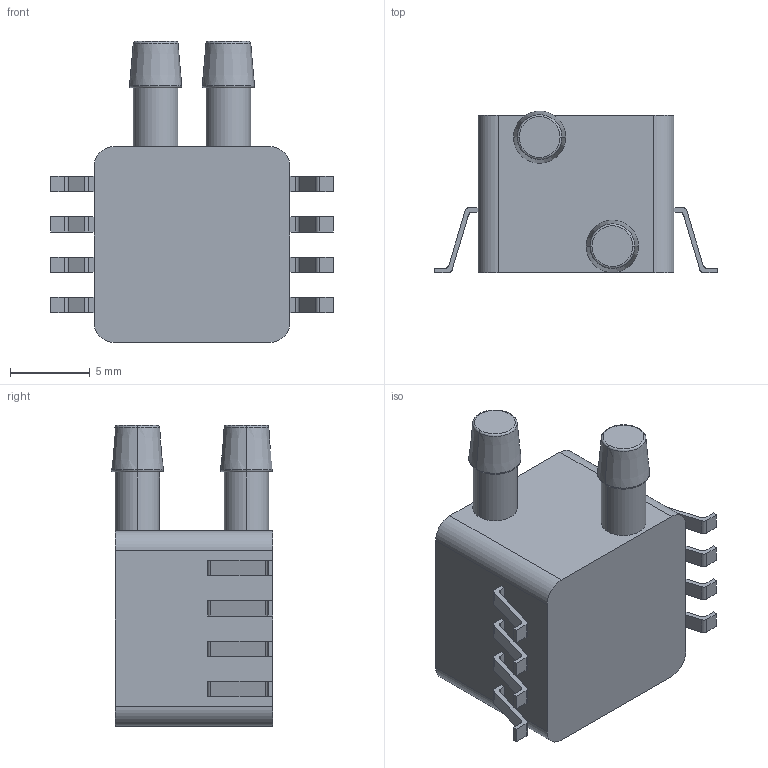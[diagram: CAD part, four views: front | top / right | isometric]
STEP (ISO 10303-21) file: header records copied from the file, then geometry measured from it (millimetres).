
FILE_DESCRIPTION (( 'STEP AP214' ), '1' );
FILE_NAME ('presssense.STEP', '2019-08-20T03:45:03', ( '' ), ( '' ), 'SwSTEP 2.0', 'SolidWorks 2018', '' );
FILE_SCHEMA (( 'AUTOMOTIVE_DESIGN' ));
Length unit declared in the file: inch
Products named in the file (1): presssense
Bounding box: 17.78 x 10.15 x 18.92 mm (x, y, z)
Volume: 1589.4 mm3; surface area: 1000.1 mm2
Topology: 1 solids, 1 shells, 134 faces, 354 edges, 233 vertices
Faces by surface type: plane 82, cylinder 40, torus 8, cone 4
Entity records: 5933 total; most frequent: DIRECTION 729, CARTESIAN_POINT 722, ORIENTED_EDGE 708, EDGE_CURVE 354, LINE 249, VECTOR 249, AXIS2_PLACEMENT_3D 240, VERTEX_POINT 233
